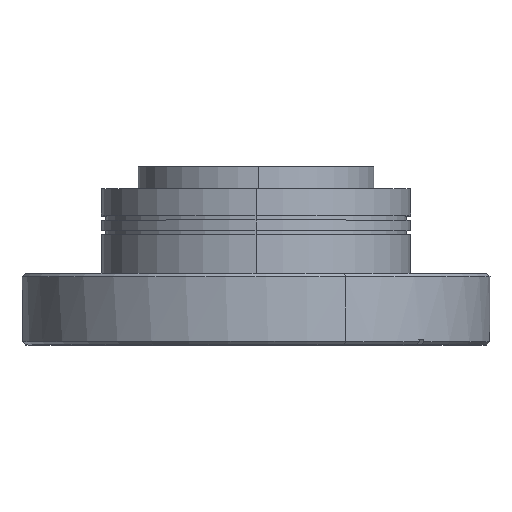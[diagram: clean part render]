
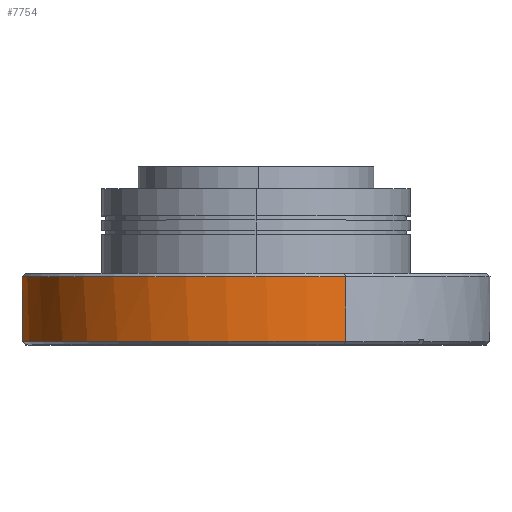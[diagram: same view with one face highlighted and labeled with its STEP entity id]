
A CAD part, top view. The second image highlights one B-rep face of the part: STEP entity #7754.
In plain terms, the highlighted cylindrical face has radius 56.769 mm (diameter 113.538 mm), a partial arc.
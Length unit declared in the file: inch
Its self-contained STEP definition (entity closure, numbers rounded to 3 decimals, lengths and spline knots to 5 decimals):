
#112 = CARTESIAN_POINT ( 'NONE',  ( -1.55831, -1.111, -1.60215 ) ) ;
#121 = CARTESIAN_POINT ( 'NONE',  ( -0.8553, -1.111, -2.06487 ) ) ;
#131 = CARTESIAN_POINT ( 'NONE',  ( -1.60215, -1.111, -1.55831 ) ) ;
#132 = CARTESIAN_POINT ( 'NONE',  ( 0.8553, -0.491, 2.06487 ) ) ;
#227 = CARTESIAN_POINT ( 'NONE',  ( 0.8553, -1.111, 2.06487 ) ) ;
#229 = CARTESIAN_POINT ( 'NONE',  ( -1.60215, -1.09, -1.55831 ) ) ;
#303 = CIRCLE ( 'NONE', #8247, 2.235 ) ;
#306 = LINE ( 'NONE', #4358, #331 ) ;
#310 = VECTOR ( 'NONE', #7662, 39.37008 ) ;
#331 = VECTOR ( 'NONE', #4365, 39.37008 ) ;
#340 = LINE ( 'NONE', #7661, #310 ) ;
#341 = CIRCLE ( 'NONE', #8181, 2.235 ) ;
#346 = CIRCLE ( 'NONE', #8180, 2.235 ) ;
#1023 = ORIENTED_EDGE ( 'NONE', *, *, #2676, .T. ) ;
#1251 = ORIENTED_EDGE ( 'NONE', *, *, #3189, .F. ) ;
#1255 = ORIENTED_EDGE ( 'NONE', *, *, #3190, .F. ) ;
#1268 = ORIENTED_EDGE ( 'NONE', *, *, #3191, .F. ) ;
#1289 = ORIENTED_EDGE ( 'NONE', *, *, #4968, .F. ) ;
#1315 = ORIENTED_EDGE ( 'NONE', *, *, #3187, .T. ) ;
#1440 = VERTEX_POINT ( 'NONE', #7409 ) ;
#1457 = VERTEX_POINT ( 'NONE', #7392 ) ;
#1481 = VERTEX_POINT ( 'NONE', #132 ) ;
#1482 = VERTEX_POINT ( 'NONE', #131 ) ;
#1492 = VERTEX_POINT ( 'NONE', #121 ) ;
#1501 = VERTEX_POINT ( 'NONE', #112 ) ;
#1514 = VERTEX_POINT ( 'NONE', #229 ) ;
#1516 = VERTEX_POINT ( 'NONE', #227 ) ;
#1701 = ORIENTED_EDGE ( 'NONE', *, *, #3063, .F. ) ;
#1842 = ORIENTED_EDGE ( 'NONE', *, *, #2670, .F. ) ;
#2016 = CARTESIAN_POINT ( 'NONE',  ( 0., -1.111, 0. ) ) ;
#2017 = DIRECTION ( 'NONE',  ( 0., -1., 0. ) ) ;
#2018 = DIRECTION ( 'NONE',  ( -0.383, 0., -0.924 ) ) ;
#2105 = AXIS2_PLACEMENT_3D ( 'NONE', #2016, #2017, #2018 ) ;
#2168 = AXIS2_PLACEMENT_3D ( 'NONE', #2951, #2955, #2956 ) ;
#2670 = EDGE_CURVE ( 'NONE', #1481, #1516, #3113, .T. ) ;
#2676 = EDGE_CURVE ( 'NONE', #1457, #1492, #3132, .T. ) ;
#2951 = CARTESIAN_POINT ( 'NONE',  ( 0., -0.461, 0. ) ) ;
#2955 = DIRECTION ( 'NONE',  ( 0., -1., 0. ) ) ;
#2956 = DIRECTION ( 'NONE',  ( -0.383, 0., -0.924 ) ) ;
#3063 = EDGE_CURVE ( 'NONE', #1482, #1514, #340, .T. ) ;
#3111 = VECTOR ( 'NONE', #4781, 39.37008 ) ;
#3113 = LINE ( 'NONE', #4787, #3111 ) ;
#3132 = LINE ( 'NONE', #4802, #3137 ) ;
#3137 = VECTOR ( 'NONE', #4801, 39.37008 ) ;
#3187 = EDGE_CURVE ( 'NONE', #1481, #1457, #341, .T. ) ;
#3189 = EDGE_CURVE ( 'NONE', #1501, #1492, #346, .T. ) ;
#3190 = EDGE_CURVE ( 'NONE', #1440, #1501, #306, .T. ) ;
#3191 = EDGE_CURVE ( 'NONE', #1514, #1440, #303, .T. ) ;
#3674 = CIRCLE ( 'NONE', #2105, 2.235 ) ;
#3741 = FACE_OUTER_BOUND ( 'NONE', #5385, .T. ) ;
#3756 = CYLINDRICAL_SURFACE ( 'NONE', #2168, 2.235 ) ;
#4358 = CARTESIAN_POINT ( 'NONE',  ( -1.55831, -0.461, -1.60215 ) ) ;
#4362 = CARTESIAN_POINT ( 'NONE',  ( 0., -0.491, 0. ) ) ;
#4363 = DIRECTION ( 'NONE',  ( 0., -1., 0. ) ) ;
#4364 = DIRECTION ( 'NONE',  ( -0.383, 0., -0.924 ) ) ;
#4365 = DIRECTION ( 'NONE',  ( 0., -1., 0. ) ) ;
#4781 = DIRECTION ( 'NONE',  ( 0., -1., 0. ) ) ;
#4787 = CARTESIAN_POINT ( 'NONE',  ( 0.8553, -0.461, 2.06487 ) ) ;
#4801 = DIRECTION ( 'NONE',  ( 0., -1., 0. ) ) ;
#4802 = CARTESIAN_POINT ( 'NONE',  ( -0.8553, -0.461, -2.06487 ) ) ;
#4968 = EDGE_CURVE ( 'NONE', #1516, #1482, #3674, .T. ) ;
#5385 = EDGE_LOOP ( 'NONE', ( #1842, #1315, #1023, #1251, #1255, #1268, #1701, #1289 ) ) ;
#6088 = DIRECTION ( 'NONE',  ( 0., -1., 0. ) ) ;
#6089 = DIRECTION ( 'NONE',  ( -0.383, 0., -0.924 ) ) ;
#6090 = CARTESIAN_POINT ( 'NONE',  ( 0., -1.09, 0. ) ) ;
#6091 = DIRECTION ( 'NONE',  ( 0., -1., 0. ) ) ;
#6092 = DIRECTION ( 'NONE',  ( 0.383, 0., 0.924 ) ) ;
#7392 = CARTESIAN_POINT ( 'NONE',  ( -0.8553, -0.491, -2.06487 ) ) ;
#7409 = CARTESIAN_POINT ( 'NONE',  ( -1.55831, -1.09, -1.60215 ) ) ;
#7661 = CARTESIAN_POINT ( 'NONE',  ( -1.60215, -0.461, -1.55831 ) ) ;
#7662 = DIRECTION ( 'NONE',  ( 0., 1., 0. ) ) ;
#7745 = CARTESIAN_POINT ( 'NONE',  ( 0., -1.111, 0. ) ) ;
#7754 = ADVANCED_FACE ( 'NONE', ( #3741 ), #3756, .T. ) ;
#8180 = AXIS2_PLACEMENT_3D ( 'NONE', #7745, #6088, #6089 ) ;
#8181 = AXIS2_PLACEMENT_3D ( 'NONE', #4362, #4363, #4364 ) ;
#8247 = AXIS2_PLACEMENT_3D ( 'NONE', #6090, #6091, #6092 ) ;
